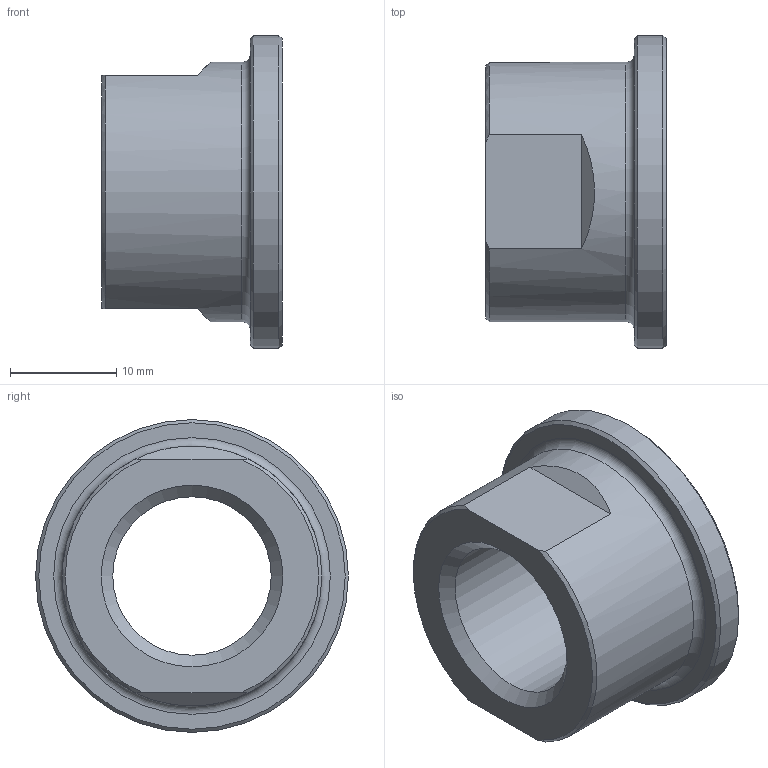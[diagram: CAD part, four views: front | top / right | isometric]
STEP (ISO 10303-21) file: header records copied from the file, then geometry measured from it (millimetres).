
FILE_DESCRIPTION(/* description */ (''),/* implementation_level */ '2;1');
FILE_NAME(/* name */ '3D_R666-E-DN10-DN25_17113125.stp',/* time_stamp */ '2021-06-17T08:37:58+02:00',/* author */ ('cad'),/* organization */ (''),/* preprocessor_version */ 'ST-DEVELOPER v18.1',/* originating_system */ 'Autodesk Inventor 2022',/* authorisation */ '');
FILE_SCHEMA (('AUTOMOTIVE_DESIGN { 1 0 10303 214 3 1 1 }'));
Length unit declared in the file: millimetre
Products named in the file (1): 3D_R666-E-DN10-DN25_17113125
Bounding box: 17 x 29.5 x 29.5 mm (x, y, z)
Volume: 5359.1 mm3; surface area: 3004.1 mm2
Topology: 1 solids, 1 shells, 17 faces, 42 edges, 28 vertices
Faces by surface type: plane 7, cone 6, cylinder 3, torus 1
Full cylindrical faces by diameter (mm): 14.95 x1, 24.5 x1, 29.5 x1
Entity records: 560 total; most frequent: DIRECTION 97, CARTESIAN_POINT 96, ORIENTED_EDGE 84, EDGE_CURVE 42, AXIS2_PLACEMENT_3D 41, VERTEX_POINT 28, CIRCLE 21, EDGE_LOOP 20
